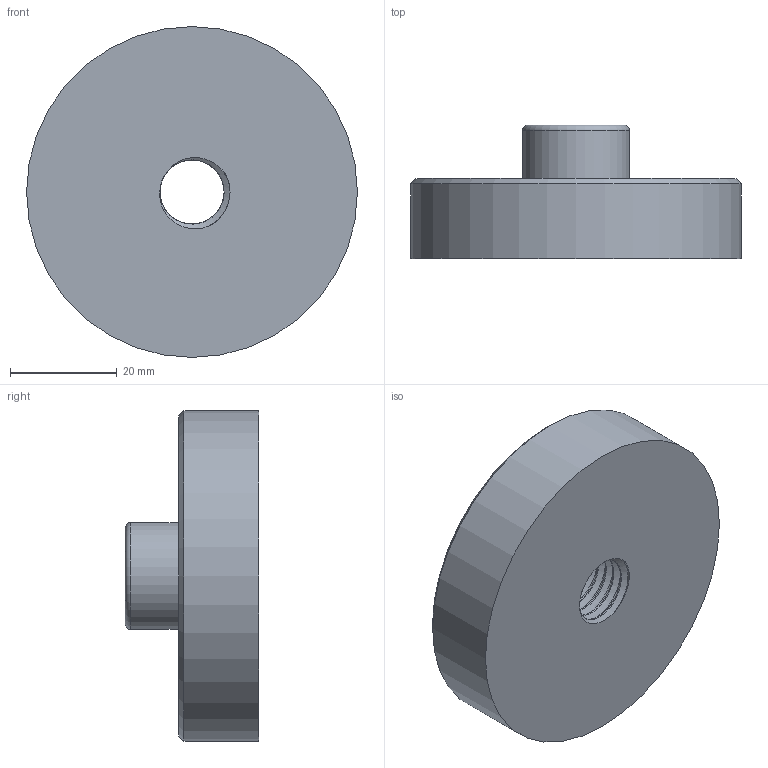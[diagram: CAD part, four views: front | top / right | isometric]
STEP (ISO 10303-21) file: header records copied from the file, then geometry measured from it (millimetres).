
FILE_DESCRIPTION(/* description */ (''),/* implementation_level */ '2;1');
FILE_NAME(/* name */ 'Ring_Gewinde v8.step',/* time_stamp */ '2018-07-17T20:06:15+02:00',/* author */ ('phil.hergesell'),/* organization */ (''),/* preprocessor_version */ 'ST-DEVELOPER v17',/* originating_system */ 'Autodesk Translation Framework v7.1.0.215',/* authorisation */ '');
FILE_SCHEMA (('AUTOMOTIVE_DESIGN { 1 0 10303 214 3 1 1 }'));
Length unit declared in the file: millimetre
Products named in the file (2): Ring_Gewinde; Komponente1
Assembly tree (1 placements, depth 2):
  Ring_Gewinde
    Komponente1
Bounding box: 62 x 25 x 62 mm (x, y, z)
Volume: 27098.3 mm3; surface area: 12942.6 mm2
Topology: 1 solids, 1 shells, 40 faces, 110 edges, 74 vertices
Faces by surface type: cylinder 30, plane 4, torus 3, bspline 2, cone 1
Full cylindrical faces by diameter (mm): 12.023 x12, 14.251 x12, 20 x1, 52 x1, 62 x1
Entity records: 4400 total; most frequent: CARTESIAN_POINT 3416, ORIENTED_EDGE 220, DIRECTION 159, EDGE_CURVE 110, VERTEX_POINT 74, AXIS2_PLACEMENT_3D 65, B_SPLINE_CURVE_WITH_KNOTS 57, EDGE_LOOP 44
